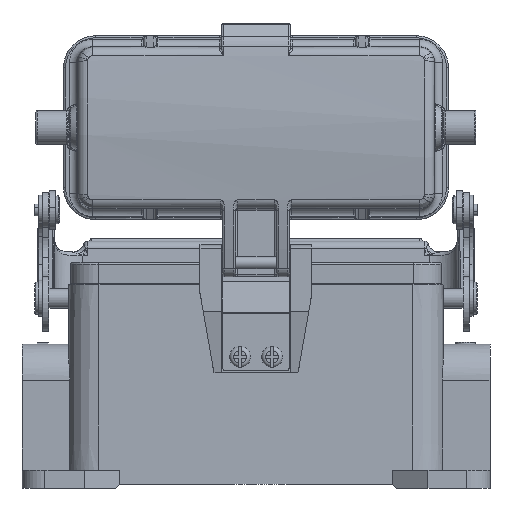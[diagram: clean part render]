
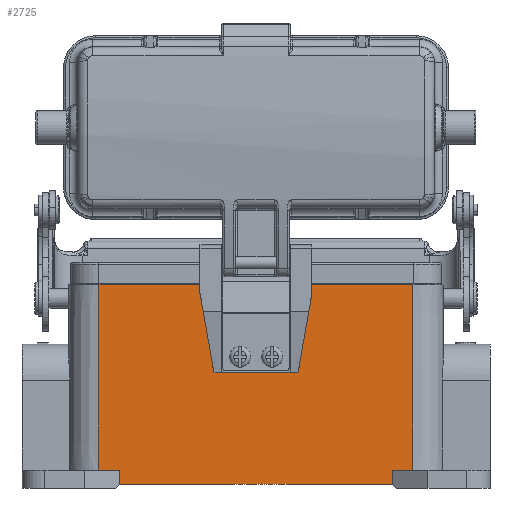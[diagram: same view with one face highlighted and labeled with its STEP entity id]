
A CAD part, front view. The second image highlights one B-rep face of the part: STEP entity #2725.
In plain terms, the highlighted planar face has unit normal (0, -1, 0.009).
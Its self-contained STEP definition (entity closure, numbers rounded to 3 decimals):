
#1179=FACE_BOUND('',#7924,.T.);
#1180=FACE_BOUND('',#7925,.T.);
#1181=FACE_BOUND('',#7926,.T.);
#1182=FACE_BOUND('',#7927,.T.);
#1715=PLANE('',#39059);
#2725=ADVANCED_FACE('',(#1179,#1180,#1181,#1182),#1715,.T.);
#7924=EDGE_LOOP('',(#18150));
#7925=EDGE_LOOP('',(#18151));
#7926=EDGE_LOOP('',(#18152));
#7927=EDGE_LOOP('',(#18153,#18154,#18155,#18156,#18157,#18158,#18159,#18160,
#18161,#18162,#18163,#18164));
#10070=CIRCLE('',#39056,1.5);
#10071=CIRCLE('',#39057,1.5);
#10072=CIRCLE('',#39058,1.5);
#11536=LINE('',#59975,#14010);
#11537=LINE('',#59977,#14011);
#11549=LINE('',#60020,#14023);
#11554=LINE('',#60043,#14028);
#11561=LINE('',#60078,#14035);
#11590=LINE('',#60153,#14064);
#11593=LINE('',#60167,#14067);
#11600=LINE('',#60183,#14074);
#11734=LINE('',#60680,#14208);
#11747=LINE('',#60712,#14221);
#11749=LINE('',#60716,#14223);
#11750=LINE('',#60724,#14224);
#14010=VECTOR('',#43055,1.);
#14011=VECTOR('',#43058,1.);
#14023=VECTOR('',#43082,1.);
#14028=VECTOR('',#43095,1.);
#14035=VECTOR('',#43114,1.);
#14064=VECTOR('',#43187,1.);
#14067=VECTOR('',#43204,1.);
#14074=VECTOR('',#43215,1.);
#14208=VECTOR('',#43499,1.);
#14221=VECTOR('',#43532,1.);
#14223=VECTOR('',#43536,1.);
#14224=VECTOR('',#43545,1.);
#18150=ORIENTED_EDGE('',*,*,#32035,.F.);
#18151=ORIENTED_EDGE('',*,*,#32036,.F.);
#18152=ORIENTED_EDGE('',*,*,#32037,.F.);
#18153=ORIENTED_EDGE('',*,*,#32032,.T.);
#18154=ORIENTED_EDGE('',*,*,#32016,.T.);
#18155=ORIENTED_EDGE('',*,*,#31834,.F.);
#18156=ORIENTED_EDGE('',*,*,#31826,.T.);
#18157=ORIENTED_EDGE('',*,*,#31819,.F.);
#18158=ORIENTED_EDGE('',*,*,#32038,.T.);
#18159=ORIENTED_EDGE('',*,*,#31781,.F.);
#18160=ORIENTED_EDGE('',*,*,#31769,.T.);
#18161=ORIENTED_EDGE('',*,*,#31760,.T.);
#18162=ORIENTED_EDGE('',*,*,#31744,.T.);
#18163=ORIENTED_EDGE('',*,*,#31743,.F.);
#18164=ORIENTED_EDGE('',*,*,#32034,.F.);
#27854=VERTEX_POINT('',#59972);
#27855=VERTEX_POINT('',#59974);
#27856=VERTEX_POINT('',#59978);
#27869=VERTEX_POINT('',#60021);
#27875=VERTEX_POINT('',#60044);
#27885=VERTEX_POINT('',#60079);
#27906=VERTEX_POINT('',#60148);
#27908=VERTEX_POINT('',#60152);
#27913=VERTEX_POINT('',#60168);
#27920=VERTEX_POINT('',#60184);
#28040=VERTEX_POINT('',#60681);
#28049=VERTEX_POINT('',#60713);
#28050=VERTEX_POINT('',#60719);
#28051=VERTEX_POINT('',#60721);
#28052=VERTEX_POINT('',#60723);
#31743=EDGE_CURVE('',#27855,#27854,#11536,.T.);
#31744=EDGE_CURVE('',#27856,#27854,#11537,.T.);
#31760=EDGE_CURVE('',#27869,#27856,#11549,.T.);
#31769=EDGE_CURVE('',#27875,#27869,#11554,.T.);
#31781=EDGE_CURVE('',#27875,#27885,#11561,.T.);
#31819=EDGE_CURVE('',#27908,#27906,#11590,.T.);
#31826=EDGE_CURVE('',#27913,#27906,#11593,.T.);
#31834=EDGE_CURVE('',#27913,#27920,#11600,.T.);
#32016=EDGE_CURVE('',#28040,#27920,#11734,.T.);
#32032=EDGE_CURVE('',#28049,#28040,#11747,.T.);
#32034=EDGE_CURVE('',#28049,#27855,#11749,.T.);
#32035=EDGE_CURVE('',#28050,#28050,#10070,.T.);
#32036=EDGE_CURVE('',#28051,#28051,#10071,.T.);
#32037=EDGE_CURVE('',#28052,#28052,#10072,.T.);
#32038=EDGE_CURVE('',#27908,#27885,#11750,.T.);
#39056=AXIS2_PLACEMENT_3D('',#60718,#43539,#43540);
#39057=AXIS2_PLACEMENT_3D('',#60720,#43541,#43542);
#39058=AXIS2_PLACEMENT_3D('',#60722,#43543,#43544);
#39059=AXIS2_PLACEMENT_3D('',#60725,#43546,#43547);
#43055=DIRECTION('',(1.,0.,0.));
#43058=DIRECTION('',(0.,-0.009,-1.));
#43082=DIRECTION('',(-1.,0.,0.));
#43095=DIRECTION('',(0.,0.009,1.));
#43114=DIRECTION('',(-1.,0.,0.));
#43187=DIRECTION('',(-1.,0.,0.));
#43204=DIRECTION('',(0.,-0.009,-1.));
#43215=DIRECTION('',(-1.,0.,0.));
#43499=DIRECTION('',(0.,-0.009,-1.));
#43532=DIRECTION('',(-1.,0.,0.));
#43536=DIRECTION('',(0.,-0.009,-1.));
#43539=DIRECTION('',(0.,-1.,0.009));
#43540=DIRECTION('',(1.,0.,0.));
#43541=DIRECTION('',(0.,-1.,0.009));
#43542=DIRECTION('',(1.,0.,0.));
#43543=DIRECTION('',(0.,-1.,0.009));
#43544=DIRECTION('',(1.,0.,0.));
#43545=DIRECTION('',(0.,0.009,1.));
#43546=DIRECTION('',(0.,-1.,0.009));
#43547=DIRECTION('',(-1.,0.,0.));
#59972=CARTESIAN_POINT('',(1.6,-21.526,21.5));
#59974=CARTESIAN_POINT('',(-1.6,-21.526,21.5));
#59975=CARTESIAN_POINT('',(-1.6,-21.526,21.5));
#59977=CARTESIAN_POINT('',(1.6,-21.5,24.5));
#59978=CARTESIAN_POINT('',(1.6,-21.5,24.5));
#60020=CARTESIAN_POINT('',(39.25,-21.5,24.5));
#60021=CARTESIAN_POINT('',(39.25,-21.5,24.5));
#60043=CARTESIAN_POINT('',(39.25,-21.906,-22.));
#60044=CARTESIAN_POINT('',(39.25,-21.906,-22.));
#60078=CARTESIAN_POINT('',(39.25,-21.906,-22.));
#60079=CARTESIAN_POINT('',(34.,-21.906,-22.));
#60148=CARTESIAN_POINT('',(-34.,-21.936,-25.5));
#60152=CARTESIAN_POINT('',(34.,-21.936,-25.5));
#60153=CARTESIAN_POINT('',(34.,-21.936,-25.5));
#60167=CARTESIAN_POINT('',(-34.,-21.906,-22.));
#60168=CARTESIAN_POINT('',(-34.,-21.906,-22.));
#60183=CARTESIAN_POINT('',(-34.,-21.906,-22.));
#60184=CARTESIAN_POINT('',(-39.25,-21.906,-22.));
#60680=CARTESIAN_POINT('',(-39.25,-21.5,24.5));
#60681=CARTESIAN_POINT('',(-39.25,-21.5,24.5));
#60712=CARTESIAN_POINT('',(-1.6,-21.5,24.5));
#60713=CARTESIAN_POINT('',(-1.6,-21.5,24.5));
#60716=CARTESIAN_POINT('',(-1.6,-21.5,24.5));
#60718=CARTESIAN_POINT('',(4.,-21.66,6.212));
#60719=CARTESIAN_POINT('',(5.5,-21.66,6.212));
#60720=CARTESIAN_POINT('',(0.,-21.542,19.712));
#60721=CARTESIAN_POINT('',(1.5,-21.542,19.712));
#60722=CARTESIAN_POINT('',(-4.,-21.66,6.212));
#60723=CARTESIAN_POINT('',(-2.5,-21.66,6.212));
#60724=CARTESIAN_POINT('',(34.,-21.936,-25.5));
#60725=CARTESIAN_POINT('',(-41.628,-21.5,24.5));
